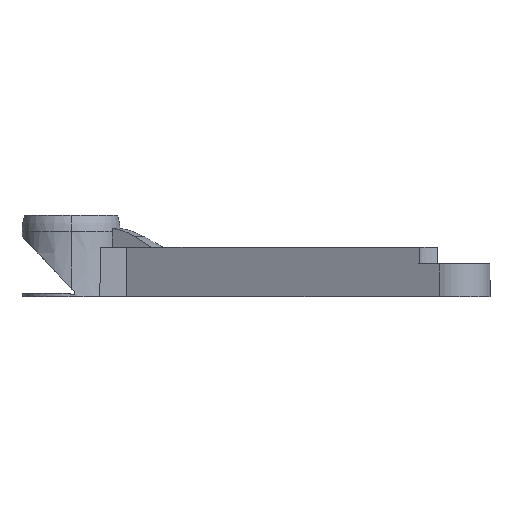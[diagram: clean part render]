
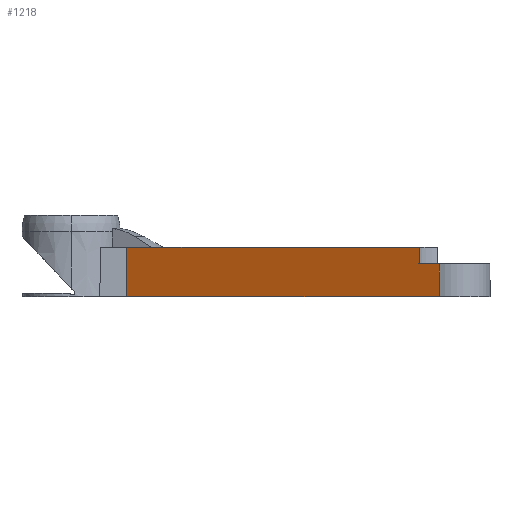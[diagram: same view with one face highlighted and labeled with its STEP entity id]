
A CAD part, front view. The second image highlights one B-rep face of the part: STEP entity #1218.
In plain terms, the highlighted planar face has unit normal (-0.448, -0.894, 0).
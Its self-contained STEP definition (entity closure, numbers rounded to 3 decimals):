
#45 = PLANE('',#46);
#46 = AXIS2_PLACEMENT_3D('',#47,#48,#49);
#47 = CARTESIAN_POINT('',(-35.318,-275.,0.));
#48 = DIRECTION('',(0.,0.,1.));
#49 = DIRECTION('',(1.,0.,0.));
#378 = VERTEX_POINT('',#379);
#379 = CARTESIAN_POINT('',(-57.089,-279.75,0.));
#393 = PLANE('',#394);
#394 = AXIS2_PLACEMENT_3D('',#395,#396,#397);
#395 = CARTESIAN_POINT('',(-57.089,-279.75,0.));
#396 = DIRECTION('',(0.,-1.,0.));
#397 = DIRECTION('',(-1.,0.,0.));
#405 = EDGE_CURVE('',#378,#406,#408,.T.);
#406 = VERTEX_POINT('',#407);
#407 = CARTESIAN_POINT('',(-18.924,-298.846,0.));
#408 = SURFACE_CURVE('',#409,(#413,#420),.PCURVE_S1.);
#409 = LINE('',#410,#411);
#410 = CARTESIAN_POINT('',(-57.089,-279.75,0.));
#411 = VECTOR('',#412,1.);
#412 = DIRECTION('',(0.894,-0.447,0.));
#413 = PCURVE('',#45,#414);
#414 = DEFINITIONAL_REPRESENTATION('',(#415),#419);
#415 = LINE('',#416,#417);
#416 = CARTESIAN_POINT('',(-21.77,-4.75));
#417 = VECTOR('',#418,1.);
#418 = DIRECTION('',(0.894,-0.447));
#419 = ( GEOMETRIC_REPRESENTATION_CONTEXT(2) 
PARAMETRIC_REPRESENTATION_CONTEXT() REPRESENTATION_CONTEXT('2D SPACE',''
  ) );
#420 = PCURVE('',#421,#426);
#421 = PLANE('',#422);
#422 = AXIS2_PLACEMENT_3D('',#423,#424,#425);
#423 = CARTESIAN_POINT('',(-57.089,-279.75,0.));
#424 = DIRECTION('',(0.447,0.894,0.));
#425 = DIRECTION('',(0.894,-0.447,0.));
#426 = DEFINITIONAL_REPRESENTATION('',(#427),#431);
#427 = LINE('',#428,#429);
#428 = CARTESIAN_POINT('',(0.,0.));
#429 = VECTOR('',#430,1.);
#430 = DIRECTION('',(1.,0.));
#431 = ( GEOMETRIC_REPRESENTATION_CONTEXT(2) 
PARAMETRIC_REPRESENTATION_CONTEXT() REPRESENTATION_CONTEXT('2D SPACE',''
  ) );
#450 = CYLINDRICAL_SURFACE('',#451,4.3);
#451 = AXIS2_PLACEMENT_3D('',#452,#453,#454);
#452 = CARTESIAN_POINT('',(-17.,-295.,0.));
#453 = DIRECTION('',(-0.,-0.,-1.));
#454 = DIRECTION('',(1.,0.,0.));
#655 = PLANE('',#656);
#656 = AXIS2_PLACEMENT_3D('',#657,#658,#659);
#657 = CARTESIAN_POINT('',(-35.318,-275.,6.));
#658 = DIRECTION('',(0.,0.,1.));
#659 = DIRECTION('',(1.,0.,0.));
#958 = PLANE('',#959);
#959 = AXIS2_PLACEMENT_3D('',#960,#961,#962);
#960 = CARTESIAN_POINT('',(-14.962,-275.,4.));
#961 = DIRECTION('',(0.,0.,1.));
#962 = DIRECTION('',(1.,0.,0.));
#1081 = EDGE_CURVE('',#406,#1082,#1084,.T.);
#1082 = VERTEX_POINT('',#1083);
#1083 = CARTESIAN_POINT('',(-18.924,-298.846,4.));
#1084 = SURFACE_CURVE('',#1085,(#1089,#1096),.PCURVE_S1.);
#1085 = LINE('',#1086,#1087);
#1086 = CARTESIAN_POINT('',(-18.924,-298.846,0.));
#1087 = VECTOR('',#1088,1.);
#1088 = DIRECTION('',(0.,0.,1.));
#1089 = PCURVE('',#450,#1090);
#1090 = DEFINITIONAL_REPRESENTATION('',(#1091),#1095);
#1091 = LINE('',#1092,#1093);
#1092 = CARTESIAN_POINT('',(-4.248,0.));
#1093 = VECTOR('',#1094,1.);
#1094 = DIRECTION('',(-0.,-1.));
#1095 = ( GEOMETRIC_REPRESENTATION_CONTEXT(2) 
PARAMETRIC_REPRESENTATION_CONTEXT() REPRESENTATION_CONTEXT('2D SPACE',''
  ) );
#1096 = PCURVE('',#421,#1097);
#1097 = DEFINITIONAL_REPRESENTATION('',(#1098),#1102);
#1098 = LINE('',#1099,#1100);
#1099 = CARTESIAN_POINT('',(42.675,0.));
#1100 = VECTOR('',#1101,1.);
#1101 = DIRECTION('',(0.,-1.));
#1102 = ( GEOMETRIC_REPRESENTATION_CONTEXT(2) 
PARAMETRIC_REPRESENTATION_CONTEXT() REPRESENTATION_CONTEXT('2D SPACE',''
  ) );
#1218 = ADVANCED_FACE('',(#1219),#421,.F.);
#1219 = FACE_BOUND('',#1220,.F.);
#1220 = EDGE_LOOP('',(#1221,#1222,#1245,#1268,#1294,#1313));
#1221 = ORIENTED_EDGE('',*,*,#405,.F.);
#1222 = ORIENTED_EDGE('',*,*,#1223,.T.);
#1223 = EDGE_CURVE('',#378,#1224,#1226,.T.);
#1224 = VERTEX_POINT('',#1225);
#1225 = CARTESIAN_POINT('',(-57.089,-279.75,6.));
#1226 = SURFACE_CURVE('',#1227,(#1231,#1238),.PCURVE_S1.);
#1227 = LINE('',#1228,#1229);
#1228 = CARTESIAN_POINT('',(-57.089,-279.75,0.));
#1229 = VECTOR('',#1230,1.);
#1230 = DIRECTION('',(0.,0.,1.));
#1231 = PCURVE('',#421,#1232);
#1232 = DEFINITIONAL_REPRESENTATION('',(#1233),#1237);
#1233 = LINE('',#1234,#1235);
#1234 = CARTESIAN_POINT('',(0.,0.));
#1235 = VECTOR('',#1236,1.);
#1236 = DIRECTION('',(0.,-1.));
#1237 = ( GEOMETRIC_REPRESENTATION_CONTEXT(2) 
PARAMETRIC_REPRESENTATION_CONTEXT() REPRESENTATION_CONTEXT('2D SPACE',''
  ) );
#1238 = PCURVE('',#393,#1239);
#1239 = DEFINITIONAL_REPRESENTATION('',(#1240),#1244);
#1240 = LINE('',#1241,#1242);
#1241 = CARTESIAN_POINT('',(0.,-0.));
#1242 = VECTOR('',#1243,1.);
#1243 = DIRECTION('',(0.,-1.));
#1244 = ( GEOMETRIC_REPRESENTATION_CONTEXT(2) 
PARAMETRIC_REPRESENTATION_CONTEXT() REPRESENTATION_CONTEXT('2D SPACE',''
  ) );
#1245 = ORIENTED_EDGE('',*,*,#1246,.T.);
#1246 = EDGE_CURVE('',#1224,#1247,#1249,.T.);
#1247 = VERTEX_POINT('',#1248);
#1248 = CARTESIAN_POINT('',(-21.292,-297.661,6.));
#1249 = SURFACE_CURVE('',#1250,(#1254,#1261),.PCURVE_S1.);
#1250 = LINE('',#1251,#1252);
#1251 = CARTESIAN_POINT('',(-57.089,-279.75,6.));
#1252 = VECTOR('',#1253,1.);
#1253 = DIRECTION('',(0.894,-0.447,0.));
#1254 = PCURVE('',#421,#1255);
#1255 = DEFINITIONAL_REPRESENTATION('',(#1256),#1260);
#1256 = LINE('',#1257,#1258);
#1257 = CARTESIAN_POINT('',(0.,-6.));
#1258 = VECTOR('',#1259,1.);
#1259 = DIRECTION('',(1.,0.));
#1260 = ( GEOMETRIC_REPRESENTATION_CONTEXT(2) 
PARAMETRIC_REPRESENTATION_CONTEXT() REPRESENTATION_CONTEXT('2D SPACE',''
  ) );
#1261 = PCURVE('',#655,#1262);
#1262 = DEFINITIONAL_REPRESENTATION('',(#1263),#1267);
#1263 = LINE('',#1264,#1265);
#1264 = CARTESIAN_POINT('',(-21.77,-4.75));
#1265 = VECTOR('',#1266,1.);
#1266 = DIRECTION('',(0.894,-0.447));
#1267 = ( GEOMETRIC_REPRESENTATION_CONTEXT(2) 
PARAMETRIC_REPRESENTATION_CONTEXT() REPRESENTATION_CONTEXT('2D SPACE',''
  ) );
#1268 = ORIENTED_EDGE('',*,*,#1269,.T.);
#1269 = EDGE_CURVE('',#1247,#1270,#1272,.T.);
#1270 = VERTEX_POINT('',#1271);
#1271 = CARTESIAN_POINT('',(-21.292,-297.661,4.));
#1272 = SURFACE_CURVE('',#1273,(#1277,#1283),.PCURVE_S1.);
#1273 = LINE('',#1274,#1275);
#1274 = CARTESIAN_POINT('',(-21.292,-297.661,4.));
#1275 = VECTOR('',#1276,1.);
#1276 = DIRECTION('',(-0.,-0.,-1.));
#1277 = PCURVE('',#421,#1278);
#1278 = DEFINITIONAL_REPRESENTATION('',(#1279),#1282);
#1279 = B_SPLINE_CURVE_WITH_KNOTS('',1,(#1280,#1281),.UNSPECIFIED.,.F.,
  .F.,(2,2),(-2.6,0.),.PIECEWISE_BEZIER_KNOTS.);
#1280 = CARTESIAN_POINT('',(40.027,-6.6));
#1281 = CARTESIAN_POINT('',(40.027,-4.));
#1282 = ( GEOMETRIC_REPRESENTATION_CONTEXT(2) 
PARAMETRIC_REPRESENTATION_CONTEXT() REPRESENTATION_CONTEXT('2D SPACE',''
  ) );
#1283 = PCURVE('',#1284,#1289);
#1284 = CYLINDRICAL_SURFACE('',#1285,5.05);
#1285 = AXIS2_PLACEMENT_3D('',#1286,#1287,#1288);
#1286 = CARTESIAN_POINT('',(-17.,-295.,4.));
#1287 = DIRECTION('',(-0.,-0.,-1.));
#1288 = DIRECTION('',(1.,0.,0.));
#1289 = DEFINITIONAL_REPRESENTATION('',(#1290),#1293);
#1290 = B_SPLINE_CURVE_WITH_KNOTS('',1,(#1291,#1292),.UNSPECIFIED.,.F.,
  .F.,(2,2),(-2.6,0.),.PIECEWISE_BEZIER_KNOTS.);
#1291 = CARTESIAN_POINT('',(-3.696,-2.6));
#1292 = CARTESIAN_POINT('',(-3.696,0.));
#1293 = ( GEOMETRIC_REPRESENTATION_CONTEXT(2) 
PARAMETRIC_REPRESENTATION_CONTEXT() REPRESENTATION_CONTEXT('2D SPACE',''
  ) );
#1294 = ORIENTED_EDGE('',*,*,#1295,.T.);
#1295 = EDGE_CURVE('',#1270,#1082,#1296,.T.);
#1296 = SURFACE_CURVE('',#1297,(#1301,#1307),.PCURVE_S1.);
#1297 = LINE('',#1298,#1299);
#1298 = CARTESIAN_POINT('',(-41.193,-287.703,4.));
#1299 = VECTOR('',#1300,1.);
#1300 = DIRECTION('',(0.894,-0.447,0.));
#1301 = PCURVE('',#421,#1302);
#1302 = DEFINITIONAL_REPRESENTATION('',(#1303),#1306);
#1303 = B_SPLINE_CURVE_WITH_KNOTS('',1,(#1304,#1305),.UNSPECIFIED.,.F.,
  .F.,(2,2),(21.406,24.901),.PIECEWISE_BEZIER_KNOTS.);
#1304 = CARTESIAN_POINT('',(39.18,-4.));
#1305 = CARTESIAN_POINT('',(42.675,-4.));
#1306 = ( GEOMETRIC_REPRESENTATION_CONTEXT(2) 
PARAMETRIC_REPRESENTATION_CONTEXT() REPRESENTATION_CONTEXT('2D SPACE',''
  ) );
#1307 = PCURVE('',#958,#1308);
#1308 = DEFINITIONAL_REPRESENTATION('',(#1309),#1312);
#1309 = B_SPLINE_CURVE_WITH_KNOTS('',1,(#1310,#1311),.UNSPECIFIED.,.F.,
  .F.,(2,2),(21.406,24.901),.PIECEWISE_BEZIER_KNOTS.);
#1310 = CARTESIAN_POINT('',(-7.088,-22.281));
#1311 = CARTESIAN_POINT('',(-3.962,-23.846));
#1312 = ( GEOMETRIC_REPRESENTATION_CONTEXT(2) 
PARAMETRIC_REPRESENTATION_CONTEXT() REPRESENTATION_CONTEXT('2D SPACE',''
  ) );
#1313 = ORIENTED_EDGE('',*,*,#1081,.F.);
